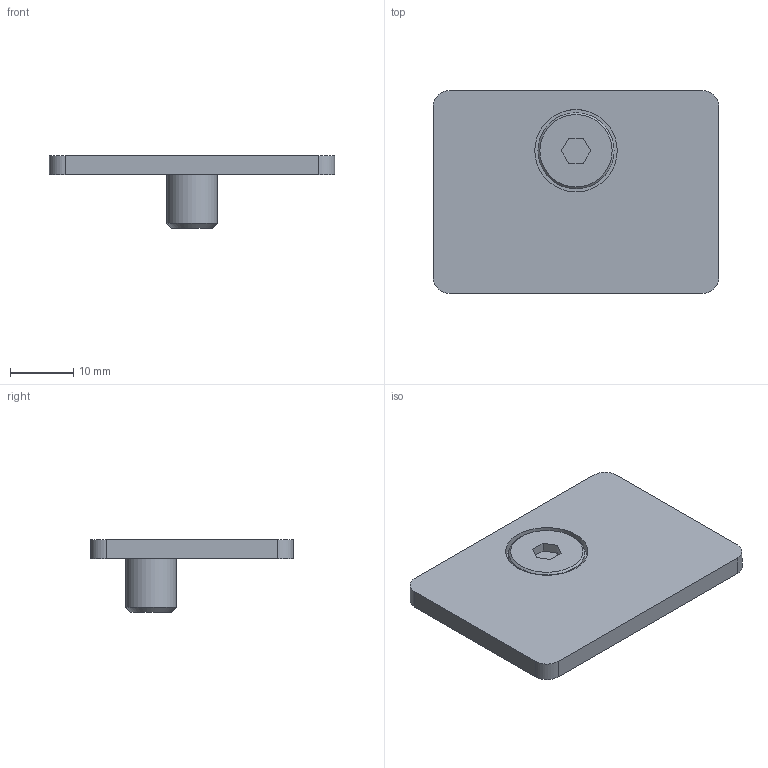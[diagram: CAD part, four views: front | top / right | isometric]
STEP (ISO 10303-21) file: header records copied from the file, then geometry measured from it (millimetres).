
FILE_DESCRIPTION(/* description */ (''),/* implementation_level */ '2;1');
FILE_NAME(/* name */ '60-070-5.stp',/* time_stamp */ '2024-08-14T16:48:42-04:00',/* author */ ('esanner'),/* organization */ (''),/* preprocessor_version */ 'ST-DEVELOPER v19',/* originating_system */ 'AutoCAD Mechanical',/* authorisation */ '');
FILE_SCHEMA (('AUTOMOTIVE_DESIGN { 1 0 10303 214 3 1 1 }'));
Length unit declared in the file: millimetre
Products named in the file (2): Product; 60-070-5
Assembly tree (1 placements, depth 2):
  Product
    60-070-5
Bounding box: 45 x 32 x 11.5 mm (x, y, z)
Volume: 4662 mm3; surface area: 3841.7 mm2
Topology: 2 solids, 2 shells, 27 faces, 60 edges, 40 vertices
Faces by surface type: plane 17, cylinder 8, cone 2
Full cylindrical faces by diameter (mm): 8 x1, 8.5 x1, 12 x1, 13 x1
Entity records: 800 total; most frequent: DIRECTION 140, CARTESIAN_POINT 130, ORIENTED_EDGE 120, EDGE_CURVE 60, AXIS2_PLACEMENT_3D 50, LINE 40, VECTOR 40, VERTEX_POINT 40
